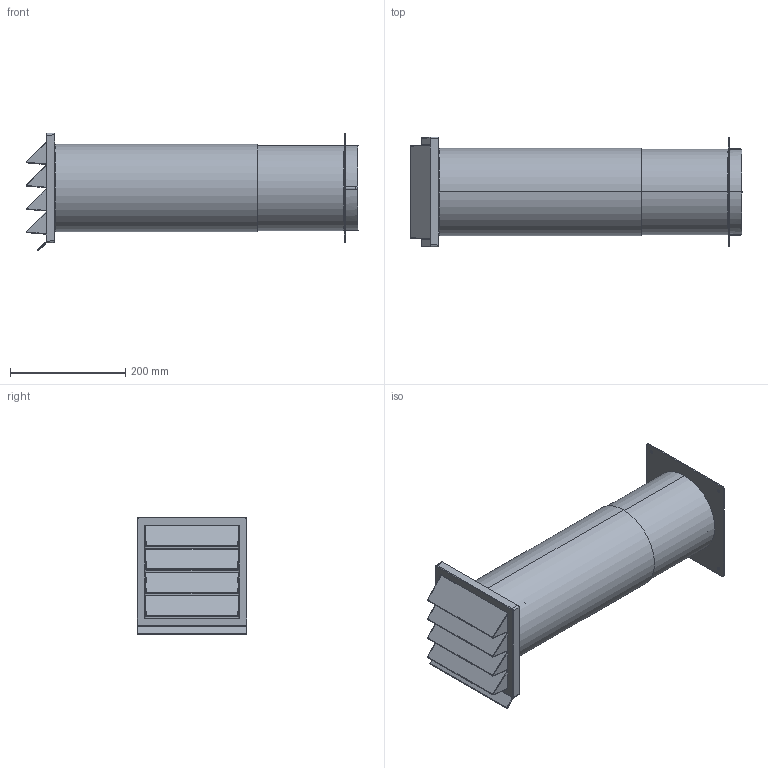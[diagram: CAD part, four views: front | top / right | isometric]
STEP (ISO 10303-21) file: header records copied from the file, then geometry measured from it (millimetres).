
FILE_DESCRIPTION(('STEP AP214'),'1');
FILE_NAME('4044062_V K-Klima R flow 150 hellgrau.STP','2023-09-06T09:18:27',(' '),(' '),'Spatial InterOp 3D',' ',' ');
FILE_SCHEMA(('AUTOMOTIVE_DESIGN { 1 0 10303 214 1 1 1 1 }'));
Length unit declared in the file: millimetre
Products named in the file (11): ASSEM1; 4044062_V K-Klima R flow 150 hellgrau
Assembly tree (11 placements, depth 4):
  4044062_V K-Klima R flow 150 hellgrau
    (unnamed)
      ASSEM1
    (unnamed)
      (unnamed)
        ASSEM1  x2
        (unnamed)
    (unnamed)
      (unnamed)
        ASSEM1
        (unnamed)
Bounding box: 574.94 x 190 x 203.59 mm (x, y, z)
Volume: 2376829 mm3; surface area: 969680.2 mm2
Topology: 6 solids, 6 shells, 275 faces, 692 edges, 434 vertices
Faces by surface type: cylinder 109, plane 94, torus 26, cone 24, sphere 18, bspline 4
Entity records: 10516 total; most frequent: CARTESIAN_POINT 4290, ORIENTED_EDGE 1266, DIRECTION 1241, EDGE_CURVE 633, AXIS2_PLACEMENT_3D 477, VERTEX_POINT 396, LINE 287, VECTOR 287
